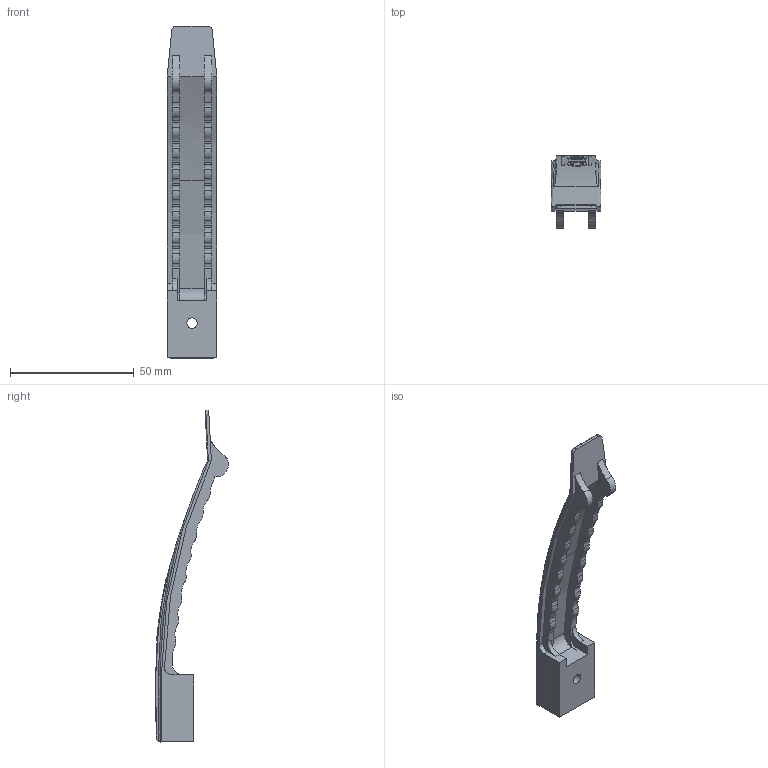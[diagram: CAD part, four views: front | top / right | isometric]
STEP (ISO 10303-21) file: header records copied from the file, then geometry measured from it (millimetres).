
FILE_DESCRIPTION(/* description */ (''),/* implementation_level */ '2;1');
FILE_NAME(/* name */ '2205052',/* time_stamp */ '2016-03-10T13:49:42+01:00',/* author */ (''),/* organization */ (''),/* preprocessor_version */ 'ST-DEVELOPER v15',/* originating_system */ '',/* authorisation */ '');
FILE_SCHEMA (('CONFIG_CONTROL_DESIGN'));
Length unit declared in the file: millimetre
Products named in the file (1): Document
Bounding box: 20 x 29.42 x 134.12 mm (x, y, z)
Volume: 13804.1 mm3; surface area: 9324.9 mm2
Topology: 1 solids, 1 shells, 205 faces, 566 edges, 374 vertices
Faces by surface type: bspline 150, plane 55
Entity records: 11528 total; most frequent: CARTESIAN_POINT 8210, ORIENTED_EDGE 1132, EDGE_CURVE 566, VERTEX_POINT 374, B_SPLINE_CURVE_WITH_KNOTS 314, EDGE_LOOP 218, ADVANCED_FACE 205, FACE_OUTER_BOUND 205
